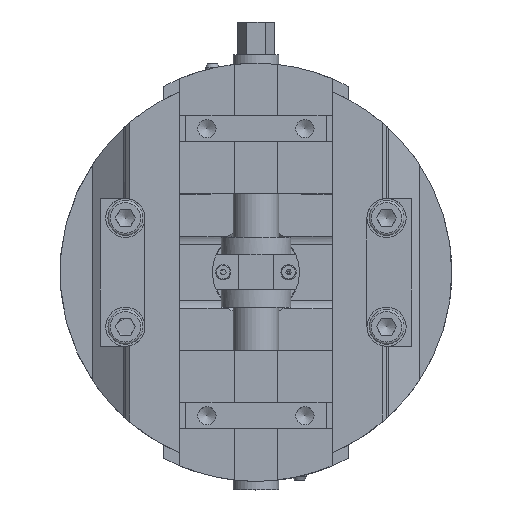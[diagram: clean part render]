
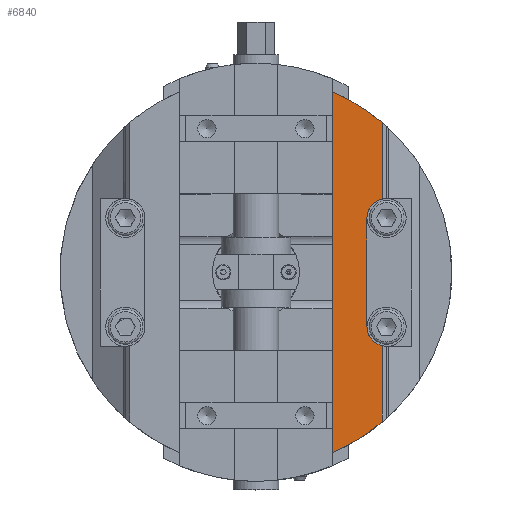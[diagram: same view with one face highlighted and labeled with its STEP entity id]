
A CAD part, top view. The second image highlights one B-rep face of the part: STEP entity #6840.
In plain terms, the highlighted planar face has unit normal (0, 0, 1).
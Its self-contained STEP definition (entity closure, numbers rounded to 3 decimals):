
#934=FACE_OUTER_BOUND('',#1358,.T.);
#1358=EDGE_LOOP('',(#5463,#5464,#5465,#5466,#5467,#5468,#5469,#5470));
#1616=LINE('',#9925,#2162);
#1652=LINE('',#10085,#2198);
#1790=LINE('',#10629,#2336);
#1792=LINE('',#10635,#2338);
#2162=VECTOR('',#7985,10.);
#2198=VECTOR('',#8075,10.);
#2336=VECTOR('',#8593,10.);
#2338=VECTOR('',#8599,10.);
#2666=CIRCLE('',#7180,90.);
#2678=CIRCLE('',#7196,90.);
#2780=CIRCLE('',#7420,9.);
#2785=CIRCLE('',#7439,9.);
#2957=VERTEX_POINT('',#9808);
#2958=VERTEX_POINT('',#9810);
#2987=VERTEX_POINT('',#9883);
#2988=VERTEX_POINT('',#9885);
#2998=VERTEX_POINT('',#9910);
#3005=VERTEX_POINT('',#9923);
#3213=VERTEX_POINT('',#10622);
#3215=VERTEX_POINT('',#10633);
#3598=EDGE_CURVE('',#2957,#2958,#2666,.T.);
#3629=EDGE_CURVE('',#2987,#2988,#2678,.T.);
#3649=EDGE_CURVE('',#2998,#3005,#1616,.T.);
#3712=EDGE_CURVE('',#2957,#2988,#1652,.T.);
#3951=EDGE_CURVE('',#3005,#3213,#2780,.T.);
#3954=EDGE_CURVE('',#2958,#3213,#1790,.T.);
#3957=EDGE_CURVE('',#3215,#2987,#1792,.T.);
#3982=EDGE_CURVE('',#3215,#2998,#2785,.T.);
#5463=ORIENTED_EDGE('',*,*,#3649,.T.);
#5464=ORIENTED_EDGE('',*,*,#3951,.T.);
#5465=ORIENTED_EDGE('',*,*,#3954,.F.);
#5466=ORIENTED_EDGE('',*,*,#3598,.F.);
#5467=ORIENTED_EDGE('',*,*,#3712,.T.);
#5468=ORIENTED_EDGE('',*,*,#3629,.F.);
#5469=ORIENTED_EDGE('',*,*,#3957,.F.);
#5470=ORIENTED_EDGE('',*,*,#3982,.T.);
#6518=PLANE('',#7535);
#6840=ADVANCED_FACE('',(#934),#6518,.F.);
#7180=AXIS2_PLACEMENT_3D('',#9811,#7908,#7909);
#7196=AXIS2_PLACEMENT_3D('',#9886,#7953,#7954);
#7420=AXIS2_PLACEMENT_3D('',#10624,#8585,#8586);
#7439=AXIS2_PLACEMENT_3D('',#10697,#8642,#8643);
#7535=AXIS2_PLACEMENT_3D('',#10912,#8895,#8896);
#7908=DIRECTION('center_axis',(0.,0.,-1.));
#7909=DIRECTION('ref_axis',(-1.,0.,0.));
#7953=DIRECTION('center_axis',(0.,0.,-1.));
#7954=DIRECTION('ref_axis',(-1.,0.,0.));
#7985=DIRECTION('',(0.,1.,0.));
#8075=DIRECTION('',(0.,-1.,0.));
#8585=DIRECTION('center_axis',(0.,0.,-1.));
#8586=DIRECTION('ref_axis',(1.,0.,0.));
#8593=DIRECTION('',(0.,-1.,0.));
#8599=DIRECTION('',(0.,-1.,0.));
#8642=DIRECTION('center_axis',(0.,0.,-1.));
#8643=DIRECTION('ref_axis',(1.,0.,0.));
#8895=DIRECTION('center_axis',(0.,0.,-1.));
#8896=DIRECTION('ref_axis',(-1.,0.,0.));
#9808=CARTESIAN_POINT('',(35.,82.916,70.));
#9810=CARTESIAN_POINT('',(58.,68.819,70.));
#9811=CARTESIAN_POINT('Origin',(0.,0.,70.));
#9883=CARTESIAN_POINT('',(58.,-68.819,70.));
#9885=CARTESIAN_POINT('',(35.,-82.916,70.));
#9886=CARTESIAN_POINT('Origin',(0.,0.,70.));
#9910=CARTESIAN_POINT('',(51.,-25.,70.));
#9923=CARTESIAN_POINT('',(51.,25.,70.));
#9925=CARTESIAN_POINT('',(51.,-12.5,70.));
#10085=CARTESIAN_POINT('',(35.,45.,70.));
#10622=CARTESIAN_POINT('',(58.,33.775,70.));
#10624=CARTESIAN_POINT('Origin',(60.,25.,70.));
#10629=CARTESIAN_POINT('',(58.,45.,70.));
#10633=CARTESIAN_POINT('',(58.,-33.775,70.));
#10635=CARTESIAN_POINT('',(58.,45.,70.));
#10697=CARTESIAN_POINT('Origin',(60.,-25.,70.));
#10912=CARTESIAN_POINT('Origin',(0.,0.,70.));
